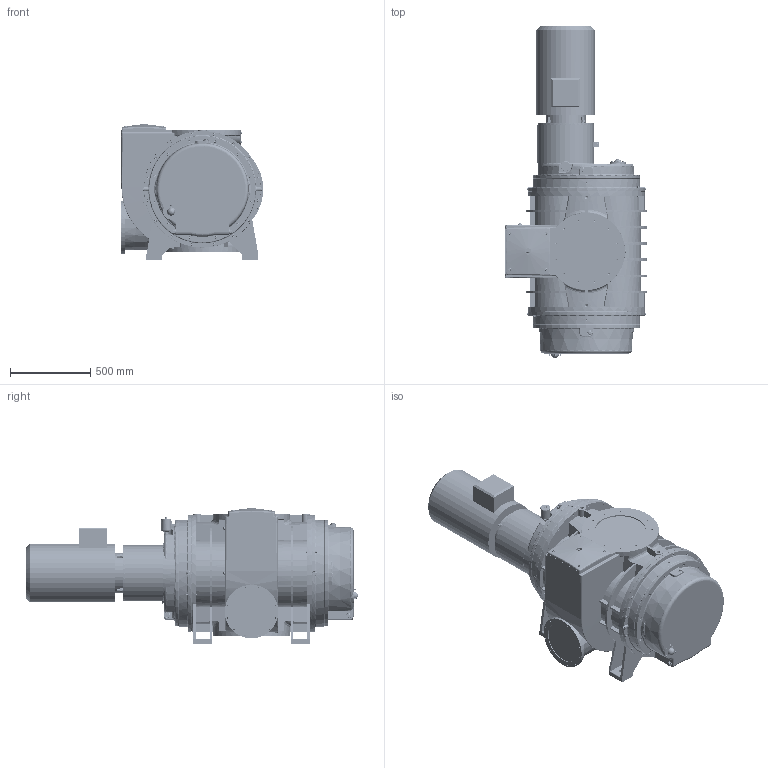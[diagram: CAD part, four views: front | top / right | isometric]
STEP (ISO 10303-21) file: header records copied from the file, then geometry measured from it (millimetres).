
FILE_DESCRIPTION((''),'2;1');
FILE_NAME('','',(''),(''),'Autodesk Inventor 2009','Autodesk Inventor 2009','');
FILE_SCHEMA(('AUTOMOTIVE_DESIGN { 1 0 10303 214 1 1 1 1 }'));
Length unit declared in the file: millimetre
Products named in the file (1): PP920390_SW
Bounding box: 890 x 2073.84 x 845 mm (x, y, z)
Volume: 556749181.1 mm3; surface area: 7690404.2 mm2
Topology: 273 solids, 273 shells, 3673 faces, 8267 edges, 5261 vertices
Faces by surface type: plane 1680, cylinder 756, bspline 662, cone 384, torus 173, sphere 18
Full cylindrical faces by diameter (mm): 1.35 x1, 1.4 x2, 6 x18, 6.4 x16, 6.6 x16, 6.647 x3, 7 x1, 8 x9, 8.376 x12, 8.4 x1, 9 x6, 10 x40, 10.106 x30, 10.376 x6, 10.5 x24, 11 x32, 11.6 x1, 12 x56, 12.8 x2, 13 x4, 13.749 x32, 14 x2, 14.7 x1, 14.95 x3, 16 x15, 16.662 x2, 17 x10, 18 x64, 18.631 x1, 19 x4
Entity records: 129199 total; most frequent: CARTESIAN_POINT 55487, DIRECTION 13799, ORIENTED_EDGE 12246, EDGE_CURVE 6123, AXIS2_PLACEMENT_3D 5894, EDGE_LOOP 5596, VERTEX_POINT 4539, STYLED_ITEM 3906
